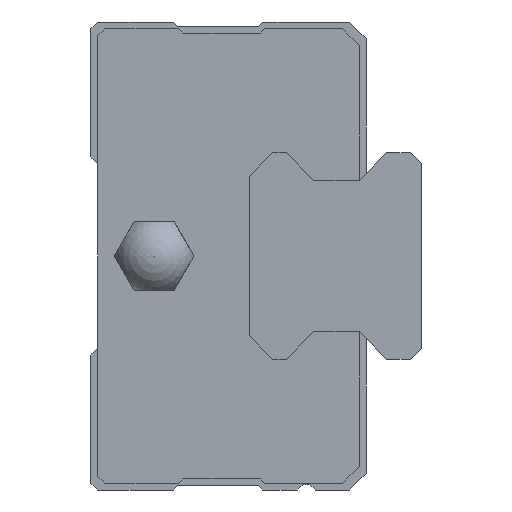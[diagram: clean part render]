
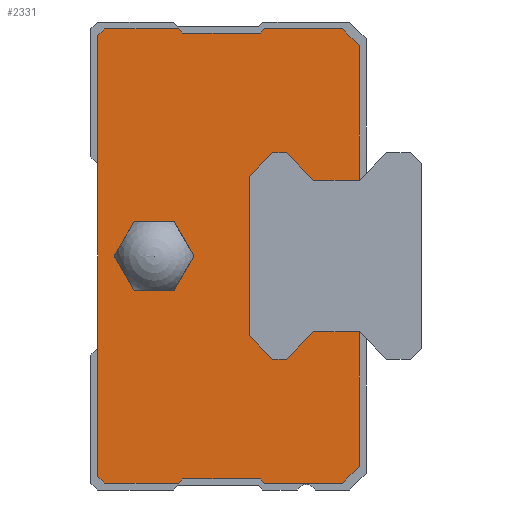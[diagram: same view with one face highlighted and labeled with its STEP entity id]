
A CAD part, left-side view. The second image highlights one B-rep face of the part: STEP entity #2331.
In plain terms, the highlighted planar face has unit normal (-1, 0, 0).
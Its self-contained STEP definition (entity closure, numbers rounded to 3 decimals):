
#512=ORIENTED_EDGE('',*,*,#918,.F.);
#513=ORIENTED_EDGE('',*,*,#949,.F.);
#514=ORIENTED_EDGE('',*,*,#947,.F.);
#515=ORIENTED_EDGE('',*,*,#945,.F.);
#516=ORIENTED_EDGE('',*,*,#943,.F.);
#517=ORIENTED_EDGE('',*,*,#941,.F.);
#518=ORIENTED_EDGE('',*,*,#939,.F.);
#519=ORIENTED_EDGE('',*,*,#937,.F.);
#520=ORIENTED_EDGE('',*,*,#935,.F.);
#521=ORIENTED_EDGE('',*,*,#933,.F.);
#522=ORIENTED_EDGE('',*,*,#833,.F.);
#523=ORIENTED_EDGE('',*,*,#830,.F.);
#524=ORIENTED_EDGE('',*,*,#827,.F.);
#525=ORIENTED_EDGE('',*,*,#824,.F.);
#526=ORIENTED_EDGE('',*,*,#821,.F.);
#527=ORIENTED_EDGE('',*,*,#818,.F.);
#528=ORIENTED_EDGE('',*,*,#815,.F.);
#529=ORIENTED_EDGE('',*,*,#812,.F.);
#530=ORIENTED_EDGE('',*,*,#808,.F.);
#531=ORIENTED_EDGE('',*,*,#932,.F.);
#532=ORIENTED_EDGE('',*,*,#930,.F.);
#533=ORIENTED_EDGE('',*,*,#928,.F.);
#534=ORIENTED_EDGE('',*,*,#926,.F.);
#535=ORIENTED_EDGE('',*,*,#924,.F.);
#536=ORIENTED_EDGE('',*,*,#922,.F.);
#537=ORIENTED_EDGE('',*,*,#920,.F.);
#538=ORIENTED_EDGE('',*,*,#950,.T.);
#539=ORIENTED_EDGE('',*,*,#951,.T.);
#540=ORIENTED_EDGE('',*,*,#952,.T.);
#541=ORIENTED_EDGE('',*,*,#953,.T.);
#542=ORIENTED_EDGE('',*,*,#954,.T.);
#543=ORIENTED_EDGE('',*,*,#955,.T.);
#808=EDGE_CURVE('',#1117,#1118,#1341,.T.);
#812=EDGE_CURVE('',#1118,#1121,#1345,.T.);
#815=EDGE_CURVE('',#1121,#1123,#1348,.T.);
#818=EDGE_CURVE('',#1123,#1125,#1351,.T.);
#821=EDGE_CURVE('',#1125,#1127,#1354,.T.);
#824=EDGE_CURVE('',#1127,#1129,#1357,.T.);
#827=EDGE_CURVE('',#1129,#1131,#1360,.T.);
#830=EDGE_CURVE('',#1131,#1133,#1363,.T.);
#833=EDGE_CURVE('',#1133,#1135,#1366,.T.);
#918=EDGE_CURVE('',#1180,#1181,#1438,.T.);
#920=EDGE_CURVE('',#1181,#1182,#1440,.T.);
#922=EDGE_CURVE('',#1182,#1183,#1442,.T.);
#924=EDGE_CURVE('',#1183,#1184,#1444,.T.);
#926=EDGE_CURVE('',#1184,#1185,#1446,.T.);
#928=EDGE_CURVE('',#1185,#1186,#1448,.T.);
#930=EDGE_CURVE('',#1186,#1187,#1450,.T.);
#932=EDGE_CURVE('',#1187,#1117,#1452,.T.);
#933=EDGE_CURVE('',#1135,#1188,#1453,.T.);
#935=EDGE_CURVE('',#1188,#1189,#1455,.T.);
#937=EDGE_CURVE('',#1189,#1190,#1457,.T.);
#939=EDGE_CURVE('',#1190,#1191,#1459,.T.);
#941=EDGE_CURVE('',#1191,#1192,#1461,.T.);
#943=EDGE_CURVE('',#1192,#1193,#1463,.T.);
#945=EDGE_CURVE('',#1193,#1194,#1465,.T.);
#947=EDGE_CURVE('',#1194,#1195,#1467,.T.);
#949=EDGE_CURVE('',#1195,#1180,#1469,.T.);
#950=EDGE_CURVE('',#1196,#1197,#1470,.T.);
#951=EDGE_CURVE('',#1197,#1198,#1471,.T.);
#952=EDGE_CURVE('',#1198,#1199,#1472,.T.);
#953=EDGE_CURVE('',#1199,#1200,#1473,.T.);
#954=EDGE_CURVE('',#1200,#1201,#1474,.T.);
#955=EDGE_CURVE('',#1201,#1196,#1475,.T.);
#1117=VERTEX_POINT('',#3351);
#1118=VERTEX_POINT('',#3353);
#1121=VERTEX_POINT('',#3361);
#1123=VERTEX_POINT('',#3367);
#1125=VERTEX_POINT('',#3373);
#1127=VERTEX_POINT('',#3379);
#1129=VERTEX_POINT('',#3385);
#1131=VERTEX_POINT('',#3391);
#1133=VERTEX_POINT('',#3397);
#1135=VERTEX_POINT('',#3403);
#1180=VERTEX_POINT('',#3581);
#1181=VERTEX_POINT('',#3583);
#1182=VERTEX_POINT('',#3587);
#1183=VERTEX_POINT('',#3591);
#1184=VERTEX_POINT('',#3595);
#1185=VERTEX_POINT('',#3599);
#1186=VERTEX_POINT('',#3603);
#1187=VERTEX_POINT('',#3607);
#1188=VERTEX_POINT('',#3613);
#1189=VERTEX_POINT('',#3617);
#1190=VERTEX_POINT('',#3621);
#1191=VERTEX_POINT('',#3625);
#1192=VERTEX_POINT('',#3629);
#1193=VERTEX_POINT('',#3633);
#1194=VERTEX_POINT('',#3637);
#1195=VERTEX_POINT('',#3641);
#1196=VERTEX_POINT('',#3647);
#1197=VERTEX_POINT('',#3648);
#1198=VERTEX_POINT('',#3650);
#1199=VERTEX_POINT('',#3652);
#1200=VERTEX_POINT('',#3654);
#1201=VERTEX_POINT('',#3656);
#1341=LINE('',#3352,#1629);
#1345=LINE('',#3360,#1633);
#1348=LINE('',#3366,#1636);
#1351=LINE('',#3372,#1639);
#1354=LINE('',#3378,#1642);
#1357=LINE('',#3384,#1645);
#1360=LINE('',#3390,#1648);
#1363=LINE('',#3396,#1651);
#1366=LINE('',#3402,#1654);
#1438=LINE('',#3582,#1726);
#1440=LINE('',#3586,#1728);
#1442=LINE('',#3590,#1730);
#1444=LINE('',#3594,#1732);
#1446=LINE('',#3598,#1734);
#1448=LINE('',#3602,#1736);
#1450=LINE('',#3606,#1738);
#1452=LINE('',#3610,#1740);
#1453=LINE('',#3612,#1741);
#1455=LINE('',#3616,#1743);
#1457=LINE('',#3620,#1745);
#1459=LINE('',#3624,#1747);
#1461=LINE('',#3628,#1749);
#1463=LINE('',#3632,#1751);
#1465=LINE('',#3636,#1753);
#1467=LINE('',#3640,#1755);
#1469=LINE('',#3644,#1757);
#1470=LINE('',#3646,#1758);
#1471=LINE('',#3649,#1759);
#1472=LINE('',#3651,#1760);
#1473=LINE('',#3653,#1761);
#1474=LINE('',#3655,#1762);
#1475=LINE('',#3657,#1763);
#1629=VECTOR('',#2679,1000.);
#1633=VECTOR('',#2685,1000.);
#1636=VECTOR('',#2690,1000.);
#1639=VECTOR('',#2695,1000.);
#1642=VECTOR('',#2700,1000.);
#1645=VECTOR('',#2705,1000.);
#1648=VECTOR('',#2710,1000.);
#1651=VECTOR('',#2715,1000.);
#1654=VECTOR('',#2720,1000.);
#1726=VECTOR('',#2916,1000.);
#1728=VECTOR('',#2920,1000.);
#1730=VECTOR('',#2924,1000.);
#1732=VECTOR('',#2928,1000.);
#1734=VECTOR('',#2932,1000.);
#1736=VECTOR('',#2936,1000.);
#1738=VECTOR('',#2940,1000.);
#1740=VECTOR('',#2944,1000.);
#1741=VECTOR('',#2947,1000.);
#1743=VECTOR('',#2951,1000.);
#1745=VECTOR('',#2955,1000.);
#1747=VECTOR('',#2959,1000.);
#1749=VECTOR('',#2963,1000.);
#1751=VECTOR('',#2967,1000.);
#1753=VECTOR('',#2971,1000.);
#1755=VECTOR('',#2975,1000.);
#1757=VECTOR('',#2979,1000.);
#1758=VECTOR('',#2982,1000.);
#1759=VECTOR('',#2983,1000.);
#1760=VECTOR('',#2984,1000.);
#1761=VECTOR('',#2985,1000.);
#1762=VECTOR('',#2986,1000.);
#1763=VECTOR('',#2987,1000.);
#1930=EDGE_LOOP('',(#512,#513,#514,#515,#516,#517,#518,#519,#520,#521,#522,
#523,#524,#525,#526,#527,#528,#529,#530,#531,#532,#533,#534,#535,#536,#537));
#1931=EDGE_LOOP('',(#538,#539,#540,#541,#542,#543));
#2082=FACE_BOUND('',#1930,.T.);
#2083=FACE_BOUND('',#1931,.T.);
#2211=PLANE('',#2501);
#2331=ADVANCED_FACE('',(#2082,#2083),#2211,.F.);
#2501=AXIS2_PLACEMENT_3D('',#3645,#2980,#2981);
#2679=DIRECTION('',(0.,1.,0.));
#2685=DIRECTION('',(0.,0.707,0.707));
#2690=DIRECTION('',(0.,1.,0.));
#2695=DIRECTION('',(0.,0.711,-0.703));
#2700=DIRECTION('',(0.,0.,-1.));
#2705=DIRECTION('',(0.,-0.711,-0.703));
#2710=DIRECTION('',(0.,-1.,0.));
#2715=DIRECTION('',(0.,-0.707,0.707));
#2720=DIRECTION('',(0.,-1.,0.));
#2916=DIRECTION('',(0.,-0.707,0.707));
#2920=DIRECTION('',(0.,-1.,0.));
#2924=DIRECTION('',(0.,-0.707,-0.707));
#2928=DIRECTION('',(0.,-1.,0.));
#2932=DIRECTION('',(0.,-0.707,0.707));
#2936=DIRECTION('',(0.,-1.,0.));
#2940=DIRECTION('',(0.,-0.707,-0.707));
#2944=DIRECTION('',(0.,0.,-1.));
#2947=DIRECTION('',(0.,0.,-1.));
#2951=DIRECTION('',(0.,0.707,-0.707));
#2955=DIRECTION('',(0.,1.,0.));
#2959=DIRECTION('',(0.,0.707,0.707));
#2963=DIRECTION('',(0.,1.,0.));
#2967=DIRECTION('',(0.,0.707,-0.707));
#2971=DIRECTION('',(0.,1.,0.));
#2975=DIRECTION('',(0.,0.707,0.707));
#2979=DIRECTION('',(0.,0.,1.));
#2980=DIRECTION('',(1.,0.,0.));
#2981=DIRECTION('',(0.,0.,-1.));
#2982=DIRECTION('',(0.,1.,0.));
#2983=DIRECTION('',(0.,0.5,0.866));
#2984=DIRECTION('',(0.,-0.5,0.866));
#2985=DIRECTION('',(0.,-1.,0.));
#2986=DIRECTION('',(0.,-0.5,-0.866));
#2987=DIRECTION('',(0.,0.5,-0.866));
#3351=CARTESIAN_POINT('',(-28.6,-19.5,5.5));
#3352=CARTESIAN_POINT('',(-28.6,-19.5,5.5));
#3353=CARTESIAN_POINT('',(-28.6,-16.2,5.5));
#3360=CARTESIAN_POINT('',(-28.6,-16.2,5.5));
#3361=CARTESIAN_POINT('',(-28.6,-14.2,7.5));
#3366=CARTESIAN_POINT('',(-28.6,-14.2,7.5));
#3367=CARTESIAN_POINT('',(-28.6,-13.22,7.5));
#3372=CARTESIAN_POINT('',(-28.6,-13.22,7.5));
#3373=CARTESIAN_POINT('',(-28.6,-11.5,5.8));
#3378=CARTESIAN_POINT('',(-28.6,-11.5,5.8));
#3379=CARTESIAN_POINT('',(-28.6,-11.5,-5.8));
#3384=CARTESIAN_POINT('',(-28.6,-11.5,-5.8));
#3385=CARTESIAN_POINT('',(-28.6,-13.22,-7.5));
#3390=CARTESIAN_POINT('',(-28.6,-13.22,-7.5));
#3391=CARTESIAN_POINT('',(-28.6,-14.2,-7.5));
#3396=CARTESIAN_POINT('',(-28.6,-14.2,-7.5));
#3397=CARTESIAN_POINT('',(-28.6,-16.2,-5.5));
#3402=CARTESIAN_POINT('',(-28.6,-16.2,-5.5));
#3403=CARTESIAN_POINT('',(-28.6,-19.5,-5.5));
#3581=CARTESIAN_POINT('',(-28.6,-0.5,16.));
#3582=CARTESIAN_POINT('',(-28.6,-0.5,16.));
#3583=CARTESIAN_POINT('',(-28.6,-1.,16.5));
#3586=CARTESIAN_POINT('',(-28.6,-1.,16.5));
#3587=CARTESIAN_POINT('',(-28.6,-6.375,16.5));
#3590=CARTESIAN_POINT('',(-28.6,-6.375,16.5));
#3591=CARTESIAN_POINT('',(-28.6,-6.675,16.2));
#3594=CARTESIAN_POINT('',(-28.6,-6.675,16.2));
#3595=CARTESIAN_POINT('',(-28.6,-12.325,16.2));
#3598=CARTESIAN_POINT('',(-28.6,-12.325,16.2));
#3599=CARTESIAN_POINT('',(-28.6,-12.625,16.5));
#3602=CARTESIAN_POINT('',(-28.6,-12.625,16.5));
#3603=CARTESIAN_POINT('',(-28.6,-18.3,16.5));
#3606=CARTESIAN_POINT('',(-28.6,-18.3,16.5));
#3607=CARTESIAN_POINT('',(-28.6,-19.5,15.3));
#3610=CARTESIAN_POINT('',(-28.6,-19.5,15.3));
#3612=CARTESIAN_POINT('',(-28.6,-19.5,-5.5));
#3613=CARTESIAN_POINT('',(-28.6,-19.5,-15.3));
#3616=CARTESIAN_POINT('',(-28.6,-19.5,-15.3));
#3617=CARTESIAN_POINT('',(-28.6,-18.3,-16.5));
#3620=CARTESIAN_POINT('',(-28.6,-18.3,-16.5));
#3621=CARTESIAN_POINT('',(-28.6,-12.625,-16.5));
#3624=CARTESIAN_POINT('',(-28.6,-12.625,-16.5));
#3625=CARTESIAN_POINT('',(-28.6,-12.325,-16.2));
#3628=CARTESIAN_POINT('',(-28.6,-12.325,-16.2));
#3629=CARTESIAN_POINT('',(-28.6,-6.675,-16.2));
#3632=CARTESIAN_POINT('',(-28.6,-6.675,-16.2));
#3633=CARTESIAN_POINT('',(-28.6,-6.375,-16.5));
#3636=CARTESIAN_POINT('',(-28.6,-6.375,-16.5));
#3637=CARTESIAN_POINT('',(-28.6,-1.,-16.5));
#3640=CARTESIAN_POINT('',(-28.6,-1.,-16.5));
#3641=CARTESIAN_POINT('',(-28.6,-0.5,-16.));
#3644=CARTESIAN_POINT('',(-28.6,-0.5,-16.));
#3645=CARTESIAN_POINT('',(-28.6,0.,0.));
#3646=CARTESIAN_POINT('',(-28.6,-6.043,-2.5));
#3647=CARTESIAN_POINT('',(-28.6,-6.043,-2.5));
#3648=CARTESIAN_POINT('',(-28.6,-3.157,-2.5));
#3649=CARTESIAN_POINT('',(-28.6,-3.157,-2.5));
#3650=CARTESIAN_POINT('',(-28.6,-1.713,0.));
#3651=CARTESIAN_POINT('',(-28.6,-1.713,0.));
#3652=CARTESIAN_POINT('',(-28.6,-3.157,2.5));
#3653=CARTESIAN_POINT('',(-28.6,-3.157,2.5));
#3654=CARTESIAN_POINT('',(-28.6,-6.043,2.5));
#3655=CARTESIAN_POINT('',(-28.6,-6.043,2.5));
#3656=CARTESIAN_POINT('',(-28.6,-7.487,0.));
#3657=CARTESIAN_POINT('',(-28.6,-7.487,0.));
